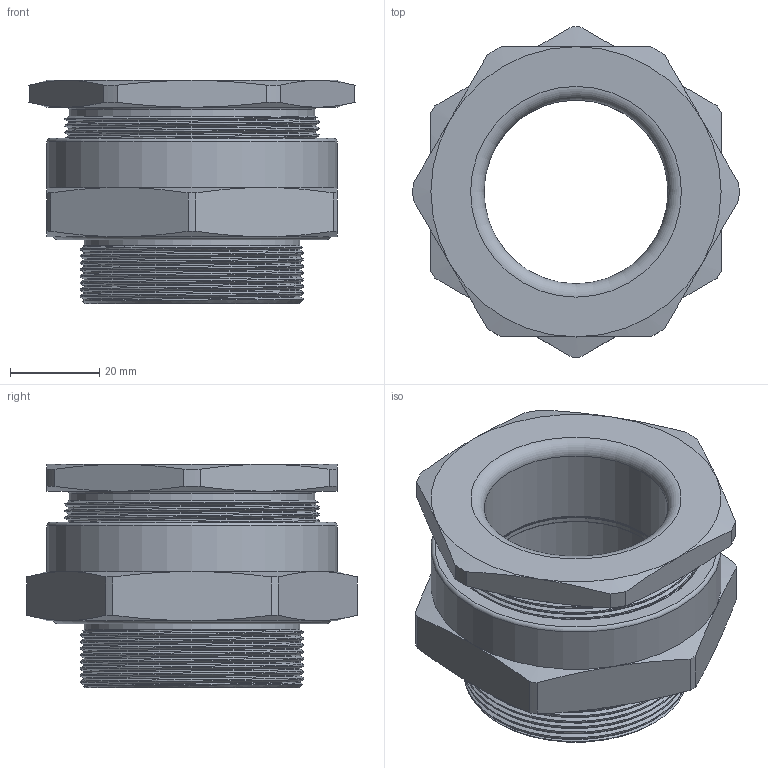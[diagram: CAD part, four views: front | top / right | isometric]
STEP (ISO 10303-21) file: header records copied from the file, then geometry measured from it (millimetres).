
FILE_DESCRIPTION(('HOOPS Exchange Step'),'2;1');
FILE_NAME('m50-h1-15mm-e204-622-conversion.step','2025-03-21T12:18:37+00:00',('root'),('Unknown organisation'),'HOOPS Exchange 2024.3','HOOPS Exchange','Unknown authorisation');
FILE_SCHEMA( ('AP242_MANAGED_MODEL_BASED_3D_ENGINEERING_MIM_LF {1 0 10303 442 1 1 4 }') );
Length unit declared in the file: millimetre
Products named in the file (2): Default; m50-h1-15mm-e204-622-step
Assembly tree (1 placements, depth 2):
  m50-h1-15mm-e204-622-step
    Default
Bounding box: 73.05 x 74.05 x 50 mm (x, y, z)
Volume: 76028.1 mm3; surface area: 40074.5 mm2
Topology: 5 solids, 5 shells, 448 faces, 1189 edges, 785 vertices
Faces by surface type: plane 188, extrusion 137, cylinder 76, cone 34, torus 7, bspline 6
Full cylindrical faces by diameter (mm): 41.2 x3, 41.4 x1, 48.3 x1, 48.5 x8, 50 x7, 55 x1, 55.3 x2, 55.5 x15, 57 x14, 57.602 x1, 65 x1
Entity records: 35672 total; most frequent: CARTESIAN_POINT 25077, ORIENTED_EDGE 2378, DIRECTION 1682, EDGE_CURVE 1189, VERTEX_POINT 785, VECTOR 766, LINE 629, EDGE_LOOP 492
